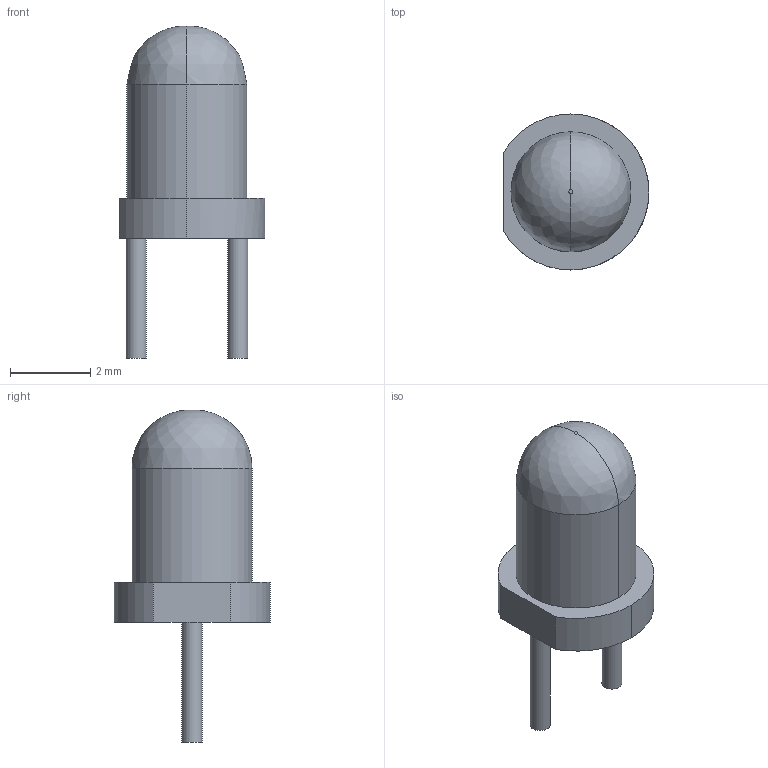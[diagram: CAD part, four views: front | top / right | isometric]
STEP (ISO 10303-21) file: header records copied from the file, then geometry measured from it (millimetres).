
FILE_DESCRIPTION(('FreeCAD Model'),'2;1');
FILE_NAME( 'LED-3MM-Red.step', '2018-06-08T08:13:59',('kicad StepUp'),('ksu MCAD'), 'Open CASCADE STEP processor 7.1','FreeCAD','Unknown');
FILE_SCHEMA(('AUTOMOTIVE_DESIGN { 1 0 10303 214 1 1 1 1 }'));
Length unit declared in the file: millimetre
Products named in the file (1): Pocket003
Bounding box: 3.65 x 3.9 x 8.3 mm (x, y, z)
Volume: 39.9 mm3; surface area: 78.5 mm2
Topology: 1 solids, 1 shells, 18 faces, 35 edges, 22 vertices
Faces by surface type: plane 9, cylinder 7, revolution 2
Full cylindrical faces by diameter (mm): 0.5 x2
Entity records: 618 total; most frequent: DIRECTION 91, CARTESIAN_POINT 88, ORIENTED_EDGE 70, AXIS2_PLACEMENT_3D 37, EDGE_CURVE 35, VERTEX_POINT 22, FACE_BOUND 21, EDGE_LOOP 21
